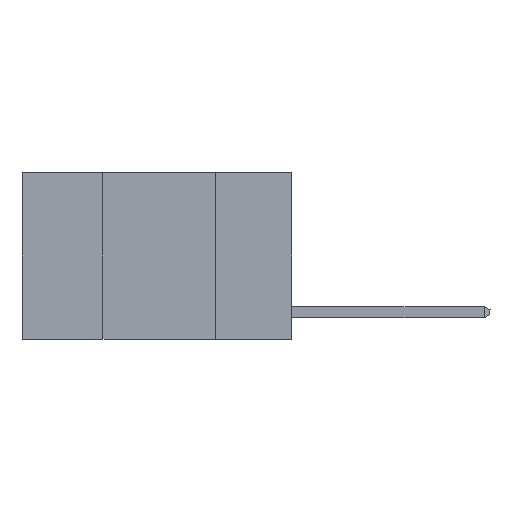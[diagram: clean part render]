
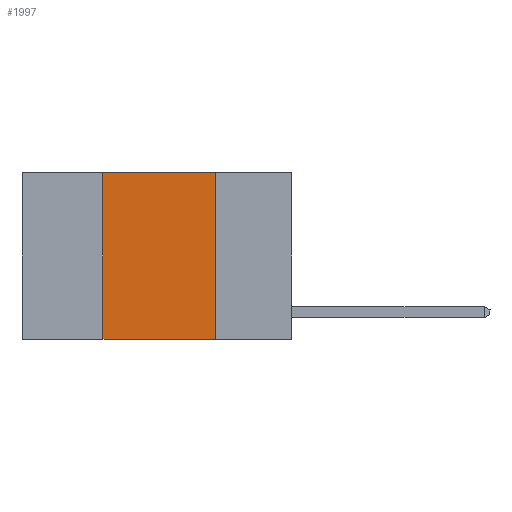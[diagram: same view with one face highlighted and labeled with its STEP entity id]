
A CAD part, left-side view. The second image highlights one B-rep face of the part: STEP entity #1997.
In plain terms, the highlighted planar face has unit normal (-1, 0, 0).
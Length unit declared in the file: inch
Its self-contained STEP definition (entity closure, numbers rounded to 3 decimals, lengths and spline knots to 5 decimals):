
#490 = LINE ( 'NONE', #5739, #6475 ) ;
#787 = VECTOR ( 'NONE', #7048, 39.37008 ) ;
#911 = VERTEX_POINT ( 'NONE', #3019 ) ;
#952 = EDGE_CURVE ( 'NONE', #911, #12106, #16289, .T. ) ;
#1588 = AXIS2_PLACEMENT_3D ( 'NONE', #6547, #15787, #2938 ) ;
#1997 = ADVANCED_FACE ( 'NONE', ( #13668 ), #8907, .F. ) ;
#2938 = DIRECTION ( 'NONE',  ( 0., 0., -1. ) ) ;
#3019 = CARTESIAN_POINT ( 'NONE',  ( 0., 0.42, -0.37 ) ) ;
#5739 = CARTESIAN_POINT ( 'NONE',  ( 0., 0.17, 0. ) ) ;
#5899 = DIRECTION ( 'NONE',  ( 0., 0., -1. ) ) ;
#6072 = VECTOR ( 'NONE', #16109, 39.37008 ) ;
#6475 = VECTOR ( 'NONE', #5899, 39.37008 ) ;
#6547 = CARTESIAN_POINT ( 'NONE',  ( 0., 0.6, 0. ) ) ;
#6587 = VECTOR ( 'NONE', #14619, 39.37008 ) ;
#7048 = DIRECTION ( 'NONE',  ( 0., -1., 0. ) ) ;
#7556 = ORIENTED_EDGE ( 'NONE', *, *, #952, .T. ) ;
#8301 = ORIENTED_EDGE ( 'NONE', *, *, #16450, .F. ) ;
#8498 = CARTESIAN_POINT ( 'NONE',  ( 0., 0.42, 0. ) ) ;
#8907 = PLANE ( 'NONE',  #1588 ) ;
#9373 = EDGE_CURVE ( 'NONE', #11566, #12106, #490, .T. ) ;
#9484 = LINE ( 'NONE', #12038, #6587 ) ;
#9521 = CARTESIAN_POINT ( 'NONE',  ( 0., 0.6, -0.37 ) ) ;
#10958 = CARTESIAN_POINT ( 'NONE',  ( 0., 0.42, 0. ) ) ;
#11566 = VERTEX_POINT ( 'NONE', #16649 ) ;
#12038 = CARTESIAN_POINT ( 'NONE',  ( 0., 0.6, 0. ) ) ;
#12066 = LINE ( 'NONE', #10958, #6072 ) ;
#12106 = VERTEX_POINT ( 'NONE', #14194 ) ;
#13668 = FACE_OUTER_BOUND ( 'NONE', #14476, .T. ) ;
#14194 = CARTESIAN_POINT ( 'NONE',  ( 0., 0.17, -0.37 ) ) ;
#14476 = EDGE_LOOP ( 'NONE', ( #15376, #15885, #8301, #7556 ) ) ;
#14619 = DIRECTION ( 'NONE',  ( 0., -1., 0. ) ) ;
#15376 = ORIENTED_EDGE ( 'NONE', *, *, #9373, .F. ) ;
#15559 = EDGE_CURVE ( 'NONE', #16542, #11566, #9484, .T. ) ;
#15787 = DIRECTION ( 'NONE',  ( 1., 0., 0. ) ) ;
#15885 = ORIENTED_EDGE ( 'NONE', *, *, #15559, .F. ) ;
#16109 = DIRECTION ( 'NONE',  ( 0., 0., 1. ) ) ;
#16289 = LINE ( 'NONE', #9521, #787 ) ;
#16450 = EDGE_CURVE ( 'NONE', #911, #16542, #12066, .T. ) ;
#16542 = VERTEX_POINT ( 'NONE', #8498 ) ;
#16649 = CARTESIAN_POINT ( 'NONE',  ( 0., 0.17, 0. ) ) ;
